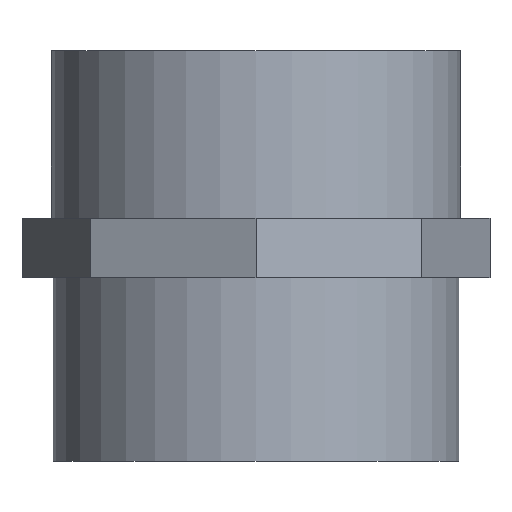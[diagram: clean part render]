
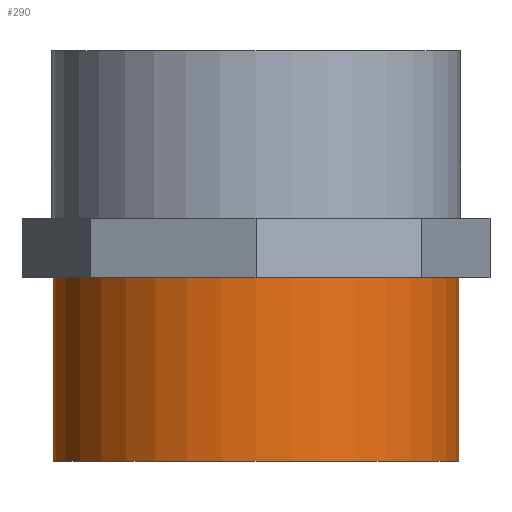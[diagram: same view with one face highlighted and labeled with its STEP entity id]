
A CAD part, front view. The second image highlights one B-rep face of the part: STEP entity #290.
In plain terms, the highlighted cylindrical face has radius 37.5 mm (diameter 75 mm), a full revolution.
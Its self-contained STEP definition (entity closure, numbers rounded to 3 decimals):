
#14=CYLINDRICAL_SURFACE($,#316,37.5);
#23=FACE_BOUND($,#74,.T.);
#32=CIRCLE($,#302,37.5);
#34=CIRCLE($,#314,37.5);
#52=FACE_OUTER_BOUND($,#73,.T.);
#73=EDGE_LOOP($,(#249));
#74=EDGE_LOOP($,(#250));
#145=VERTEX_POINT($,#432);
#155=VERTEX_POINT($,#470);
#171=EDGE_CURVE($,#145,#145,#32,.T.);
#189=EDGE_CURVE($,#155,#155,#34,.T.);
#249=ORIENTED_EDGE($,*,*,#171,.T.);
#250=ORIENTED_EDGE($,*,*,#189,.T.);
#290=ADVANCED_FACE($,(#52,#23),#14,.T.);
#302=AXIS2_PLACEMENT_3D($,#433,#342,#343);
#314=AXIS2_PLACEMENT_3D($,#471,#382,#383);
#316=AXIS2_PLACEMENT_3D($,#474,#386,#387);
#342=DIRECTION('center_axis',(0.,0.,-1.));
#343=DIRECTION('ref_axis',(0.,-1.,0.));
#382=DIRECTION('center_axis',(0.,0.,1.));
#383=DIRECTION('ref_axis',(0.,-1.,0.));
#386=DIRECTION('center_axis',(0.,0.,1.));
#387=DIRECTION('ref_axis',(0.,-1.,0.));
#432=CARTESIAN_POINT('',(0.,37.5,34.));
#433=CARTESIAN_POINT('Origin',(0.,0.,34.));
#470=CARTESIAN_POINT('',(0.,-37.5,0.));
#471=CARTESIAN_POINT('Origin',(0.,0.,0.));
#474=CARTESIAN_POINT('Origin',(0.,0.,22.5));
